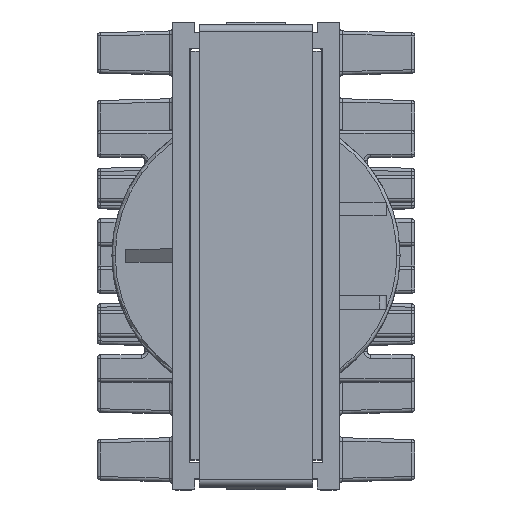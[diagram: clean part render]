
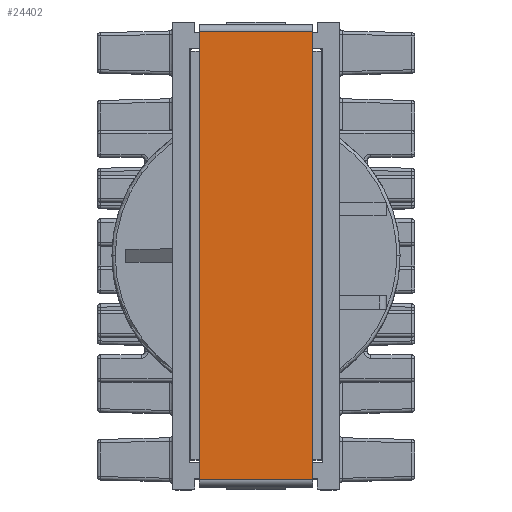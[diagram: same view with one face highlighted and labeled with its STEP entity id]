
A CAD part, top view. The second image highlights one B-rep face of the part: STEP entity #24402.
In plain terms, the highlighted face is planar.
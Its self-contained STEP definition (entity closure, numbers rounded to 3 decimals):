
#2338=LINE('',#38673,#3620);
#2341=LINE('',#38686,#3623);
#2351=LINE('',#38700,#3633);
#2355=LINE('',#38705,#3637);
#3620=VECTOR('',#31383,1000.);
#3623=VECTOR('',#31394,1000.);
#3633=VECTOR('',#31412,1000.);
#3637=VECTOR('',#31418,1000.);
#8566=ORIENTED_EDGE('',*,*,#11163,.T.);
#8567=ORIENTED_EDGE('',*,*,#11149,.T.);
#8568=ORIENTED_EDGE('',*,*,#11159,.F.);
#8569=ORIENTED_EDGE('',*,*,#11143,.T.);
#11143=EDGE_CURVE('',#12610,#12608,#2338,.T.);
#11149=EDGE_CURVE('',#12613,#12615,#2341,.T.);
#11159=EDGE_CURVE('',#12610,#12615,#2351,.T.);
#11163=EDGE_CURVE('',#12608,#12613,#2355,.T.);
#12608=VERTEX_POINT('',#38671);
#12610=VERTEX_POINT('',#38674);
#12613=VERTEX_POINT('',#38681);
#12615=VERTEX_POINT('',#38685);
#14659=EDGE_LOOP('',(#8566,#8567,#8568,#8569));
#15783=FACE_BOUND('',#14659,.T.);
#16111=PLANE('',#26345);
#24402=ADVANCED_FACE('',(#15783),#16111,.T.);
#26345=AXIS2_PLACEMENT_3D('',#38711,#31427,#31428);
#31383=DIRECTION('',(-1.,0.,0.));
#31394=DIRECTION('',(1.,0.,0.));
#31412=DIRECTION('',(0.,0.,1.));
#31418=DIRECTION('',(0.,0.,1.));
#31427=DIRECTION('',(0.,1.,0.));
#31428=DIRECTION('',(0.,0.,1.));
#38671=CARTESIAN_POINT('',(-4.254,39.895,-16.388));
#38673=CARTESIAN_POINT('',(-4.254,39.895,-16.388));
#38674=CARTESIAN_POINT('',(4.246,39.895,-16.388));
#38681=CARTESIAN_POINT('',(-4.254,39.895,17.192));
#38685=CARTESIAN_POINT('',(4.246,39.895,17.192));
#38686=CARTESIAN_POINT('',(-4.254,39.895,17.192));
#38700=CARTESIAN_POINT('',(4.246,39.895,-16.898));
#38705=CARTESIAN_POINT('',(-4.254,39.895,-16.898));
#38711=CARTESIAN_POINT('',(-4.254,39.895,-16.898));
